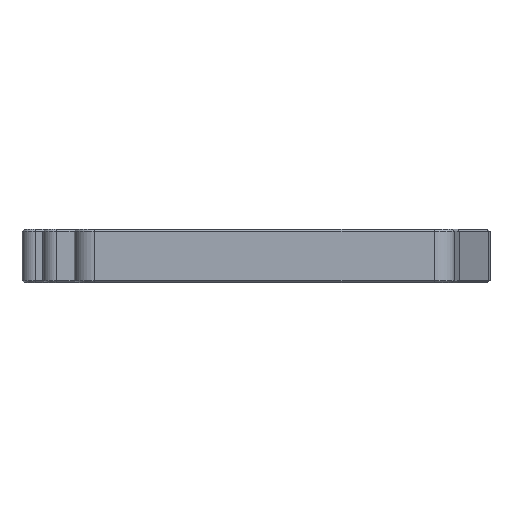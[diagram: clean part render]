
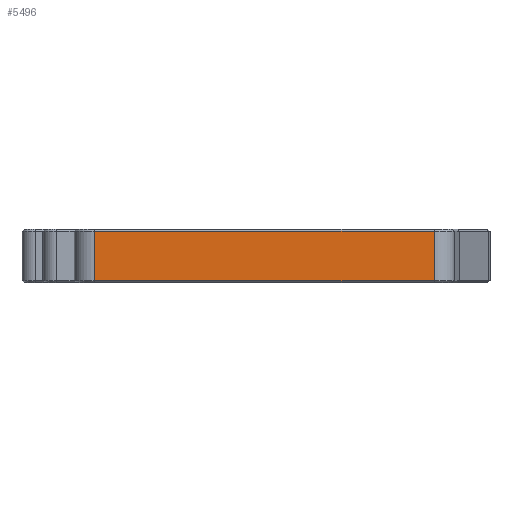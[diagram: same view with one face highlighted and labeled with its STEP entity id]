
A CAD part, left-side view. The second image highlights one B-rep face of the part: STEP entity #5496.
In plain terms, the highlighted planar face has unit normal (-1, 0, 0).
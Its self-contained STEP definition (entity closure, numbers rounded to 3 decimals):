
#5457=CARTESIAN_POINT('',(-67.133,-1.9,16.));
#5458=DIRECTION('',(-1.,0.,0.));
#5459=DIRECTION('',(0.,0.,1.));
#5460=AXIS2_PLACEMENT_3D('',#5457,#5458,#5459);
#5461=PLANE('',#5460);
#5462=CARTESIAN_POINT('',(-67.133,-40.003,-2.5));
#5463=VERTEX_POINT('',#5462);
#5464=CARTESIAN_POINT('',(-67.133,-40.003,8.5));
#5465=VERTEX_POINT('',#5464);
#5466=CARTESIAN_POINT('',(-67.133,-40.003,-2.5));
#5467=DIRECTION('',(-0.,0.,1.));
#5468=VECTOR('',#5467,11.);
#5469=LINE('',#5466,#5468);
#5470=EDGE_CURVE('',#5463,#5465,#5469,.T.);
#5471=ORIENTED_EDGE('',*,*,#5470,.T.);
#5472=CARTESIAN_POINT('',(-67.133,36.203,8.5));
#5473=VERTEX_POINT('',#5472);
#5474=CARTESIAN_POINT('',(-67.133,-40.003,8.5));
#5475=DIRECTION('',(0.,1.,0.));
#5476=VECTOR('',#5475,76.205);
#5477=LINE('',#5474,#5476);
#5478=EDGE_CURVE('',#5465,#5473,#5477,.T.);
#5479=ORIENTED_EDGE('',*,*,#5478,.T.);
#5480=CARTESIAN_POINT('',(-67.133,36.203,-2.5));
#5481=VERTEX_POINT('',#5480);
#5482=CARTESIAN_POINT('',(-67.133,36.203,8.5));
#5483=DIRECTION('',(0.,-0.,-1.));
#5484=VECTOR('',#5483,11.);
#5485=LINE('',#5482,#5484);
#5486=EDGE_CURVE('',#5473,#5481,#5485,.T.);
#5487=ORIENTED_EDGE('',*,*,#5486,.T.);
#5488=CARTESIAN_POINT('',(-67.133,36.203,-2.5));
#5489=DIRECTION('',(0.,-1.,0.));
#5490=VECTOR('',#5489,76.205);
#5491=LINE('',#5488,#5490);
#5492=EDGE_CURVE('',#5481,#5463,#5491,.T.);
#5493=ORIENTED_EDGE('',*,*,#5492,.T.);
#5494=EDGE_LOOP('',(#5471,#5479,#5487,#5493));
#5495=FACE_BOUND('',#5494,.T.);
#5496=ADVANCED_FACE('',(#5495),#5461,.T.);
